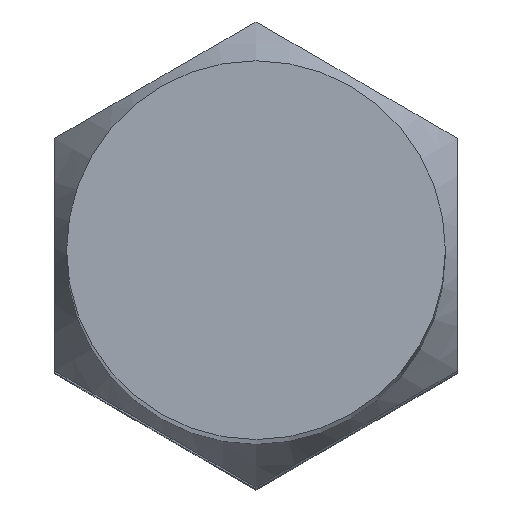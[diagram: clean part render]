
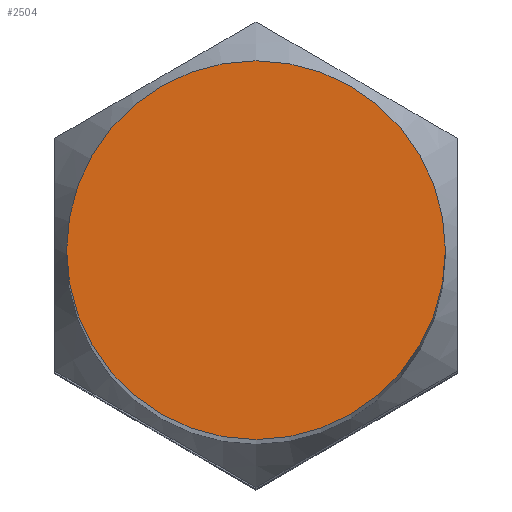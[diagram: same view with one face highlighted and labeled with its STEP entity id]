
A CAD part, top view. The second image highlights one B-rep face of the part: STEP entity #2504.
In plain terms, the highlighted planar face has unit normal (0, 0, 1).
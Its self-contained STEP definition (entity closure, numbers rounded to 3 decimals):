
#36=CIRCLE('',#2579,2.985);
#231=FACE_OUTER_BOUND('',#365,.T.);
#365=EDGE_LOOP('',(#2136));
#1171=VERTEX_POINT('',#4845);
#1532=EDGE_CURVE('',#1171,#1171,#36,.T.);
#2136=ORIENTED_EDGE('',*,*,#1532,.T.);
#2373=PLANE('',#2582);
#2504=ADVANCED_FACE('',(#231),#2373,.F.);
#2579=AXIS2_PLACEMENT_3D('',#4846,#2876,#2877);
#2582=AXIS2_PLACEMENT_3D('',#4852,#2883,#2884);
#2876=DIRECTION('center_axis',(0.,0.,1.));
#2877=DIRECTION('ref_axis',(-1.,0.,0.));
#2883=DIRECTION('center_axis',(0.,0.,-1.));
#2884=DIRECTION('ref_axis',(-1.,0.,0.));
#4845=CARTESIAN_POINT('',(2.985,0.,65.));
#4846=CARTESIAN_POINT('Origin',(0.,0.,65.));
#4852=CARTESIAN_POINT('Origin',(0.,0.,65.));
